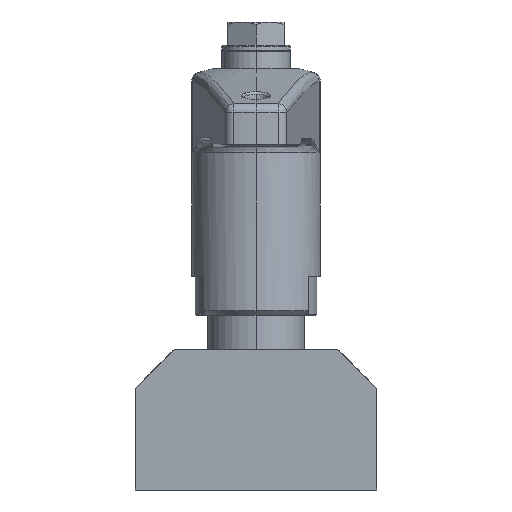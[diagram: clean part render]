
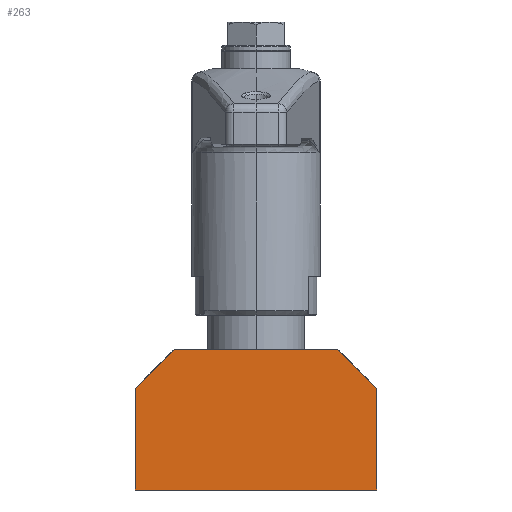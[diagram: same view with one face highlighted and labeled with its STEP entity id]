
A CAD part, left-side view. The second image highlights one B-rep face of the part: STEP entity #263.
In plain terms, the highlighted planar face has unit normal (-1, 0, 0).
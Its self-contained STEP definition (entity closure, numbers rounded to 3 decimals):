
#263=ADVANCED_FACE('',(#575),#576,.T.);
#575=FACE_OUTER_BOUND('',#1261,.T.);
#576=PLANE('',#1262);
#1261=EDGE_LOOP('',(#2379,#2380,#2381,#2382,#2383,#2384));
#1262=AXIS2_PLACEMENT_3D('',#2385,#2386,#2387);
#2379=ORIENTED_EDGE('',*,*,#2999,.F.);
#2380=ORIENTED_EDGE('',*,*,#3151,.F.);
#2381=ORIENTED_EDGE('',*,*,#3152,.F.);
#2382=ORIENTED_EDGE('',*,*,#2970,.T.);
#2383=ORIENTED_EDGE('',*,*,#3107,.F.);
#2384=ORIENTED_EDGE('',*,*,#3153,.T.);
#2385=CARTESIAN_POINT('',(-49.0,-77.5,0.0));
#2386=DIRECTION('',(-1.0,0.0,0.0));
#2387=DIRECTION('',(0.0,0.0,1.0));
#2970=EDGE_CURVE('',#3436,#3434,#3437,.T.);
#2999=EDGE_CURVE('',#3482,#3484,#3485,.T.);
#3107=EDGE_CURVE('',#3650,#3434,#3651,.T.);
#3151=EDGE_CURVE('',#3708,#3482,#3709,.T.);
#3152=EDGE_CURVE('',#3436,#3708,#3710,.T.);
#3153=EDGE_CURVE('',#3650,#3484,#3711,.T.);
#3434=VERTEX_POINT('',#4311);
#3436=VERTEX_POINT('',#4314);
#3437=LINE('',#4315,#4316);
#3482=VERTEX_POINT('',#4630);
#3484=VERTEX_POINT('',#4633);
#3485=LINE('',#4634,#4635);
#3650=VERTEX_POINT('',#5463);
#3651=LINE('',#5464,#5465);
#3708=VERTEX_POINT('',#5915);
#3709=LINE('',#5916,#5917);
#3710=LINE('',#5918,#5919);
#3711=LINE('',#5920,#5921);
#4311=CARTESIAN_POINT('',(-49.0,-77.5,65.0));
#4314=CARTESIAN_POINT('',(-49.0,-77.5,0.0));
#4315=CARTESIAN_POINT('',(-49.0,-77.5,0.0));
#4316=VECTOR('',#6481,65.0);
#4630=CARTESIAN_POINT('',(-49.0,77.5,65.0));
#4633=CARTESIAN_POINT('',(-49.0,52.5,90.0));
#4634=CARTESIAN_POINT('',(-49.0,77.5,65.0));
#4635=VECTOR('',#6509,35.355);
#5463=CARTESIAN_POINT('',(-49.0,-52.5,90.0));
#5464=CARTESIAN_POINT('',(-49.0,-52.5,90.0));
#5465=VECTOR('',#6669,35.355);
#5915=CARTESIAN_POINT('',(-49.0,77.5,0.0));
#5916=CARTESIAN_POINT('',(-49.0,77.5,0.0));
#5917=VECTOR('',#6717,65.0);
#5918=CARTESIAN_POINT('',(-49.0,-77.5,0.0));
#5919=VECTOR('',#6718,155.0);
#5920=CARTESIAN_POINT('',(-49.0,-52.5,90.0));
#5921=VECTOR('',#6719,105.0);
#6481=DIRECTION('',(0.0,0.0,1.0));
#6509=DIRECTION('',(0.0,-0.707,0.707));
#6669=DIRECTION('',(0.0,-0.707,-0.707));
#6717=DIRECTION('',(0.0,0.0,1.0));
#6718=DIRECTION('',(0.0,1.0,0.0));
#6719=DIRECTION('',(0.0,1.0,0.0));
